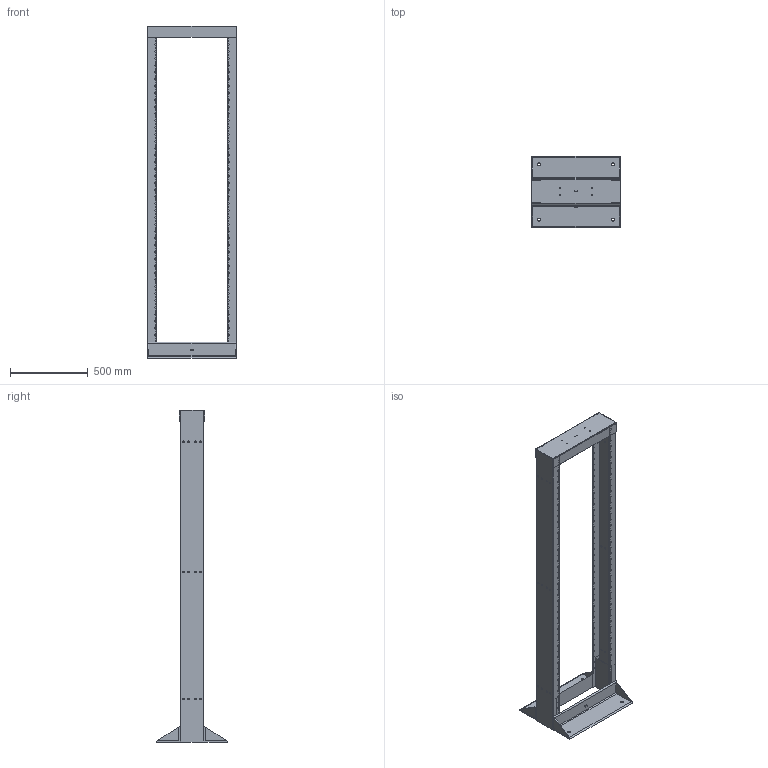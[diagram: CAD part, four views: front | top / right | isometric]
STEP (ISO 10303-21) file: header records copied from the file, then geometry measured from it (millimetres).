
FILE_DESCRIPTION (( 'STEP AP203' ), '1' );
FILE_NAME ('DRZ477S.step', '2020-11-12T16:56:14', ( 'ADC123' ), ( 'Microsoft' ), 'SwSTEP 2.0', 'SolidWorks 2019', '' );
FILE_SCHEMA (( 'CONFIG_CONTROL_DESIGN' ));
Length unit declared in the file: inch
Products named in the file (1): DRZ477S
Bounding box: 577.85 x 457.2 x 2133.6 mm (x, y, z)
Volume: 6825199.1 mm3; surface area: 3531335.3 mm2
Topology: 15 solids, 15 shells, 936 faces, 2694 edges, 1792 vertices
Faces by surface type: cylinder 794, plane 138, cone 4
Full cylindrical faces by diameter (mm): 3.175 x180, 4.496 x548, 4.775 x4, 6.35 x4, 7.137 x4, 9.525 x24, 19.05 x4
Entity records: 30825 total; most frequent: DIRECTION 5388, CARTESIAN_POINT 4651, ORIENTED_EDGE 3844, EDGE_LOOP 3232, AXIS2_PLACEMENT_3D 2529, EDGE_CURVE 1922, VERTEX_POINT 1792, FACE_OUTER_BOUND 1704
